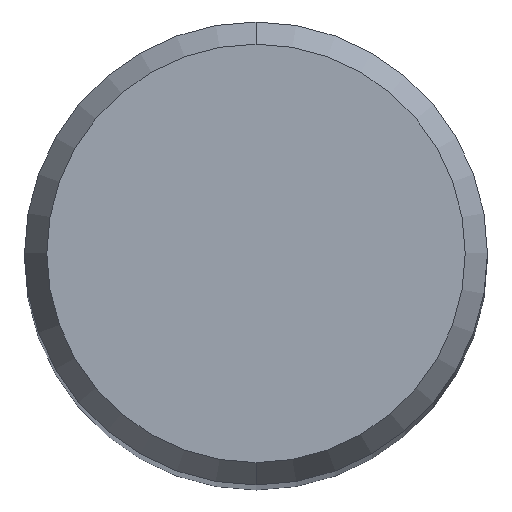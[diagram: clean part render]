
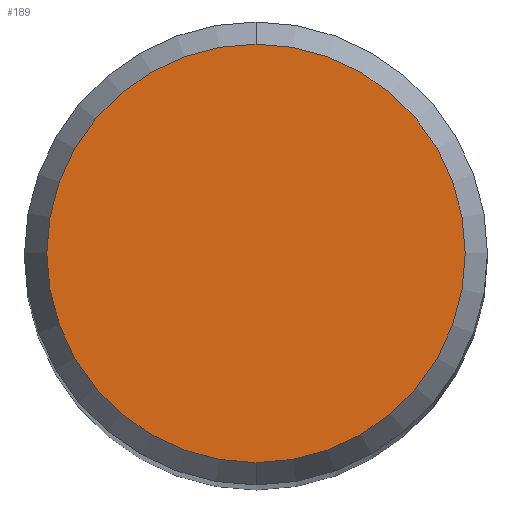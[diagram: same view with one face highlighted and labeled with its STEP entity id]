
A CAD part, top view. The second image highlights one B-rep face of the part: STEP entity #189.
In plain terms, the highlighted planar face has unit normal (0, 0, 1).
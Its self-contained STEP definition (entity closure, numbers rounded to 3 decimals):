
#125=VERTEX_POINT('',#278);
#135=EDGE_CURVE('',#125,#221,#290,.T.);
#169=EDGE_CURVE('',#221,#125,#327,.T.);
#189=ADVANCED_FACE('',(#352),#353,.T.);
#221=VERTEX_POINT('',#388);
#278=CARTESIAN_POINT('',(0.0,2.158,0.));
#290=CIRCLE('',#464,2.158);
#327=CIRCLE('',#511,2.158);
#352=FACE_OUTER_BOUND('',#540,.T.);
#353=PLANE('',#541);
#388=CARTESIAN_POINT('',(0.,-2.158,0.));
#464=AXIS2_PLACEMENT_3D('',#649,#650,#651);
#511=AXIS2_PLACEMENT_3D('',#686,#687,#688);
#540=EDGE_LOOP('',(#736,#737));
#541=AXIS2_PLACEMENT_3D('',#738,#739,#740);
#649=CARTESIAN_POINT('',(0.0,0.0,0.));
#650=DIRECTION('',(0.0,0.0,-1.0));
#651=DIRECTION('',(0.0,1.0,0.0));
#686=CARTESIAN_POINT('',(0.0,0.0,0.));
#687=DIRECTION('',(0.0,0.0,-1.0));
#688=DIRECTION('',(0.0,1.0,0.0));
#736=ORIENTED_EDGE('',*,*,#135,.F.);
#737=ORIENTED_EDGE('',*,*,#169,.F.);
#738=CARTESIAN_POINT('',(0.0,1.079,0.));
#739=DIRECTION('',(-0.0,0.0,1.0));
#740=DIRECTION('',(0.0,-1.0,0.0));
